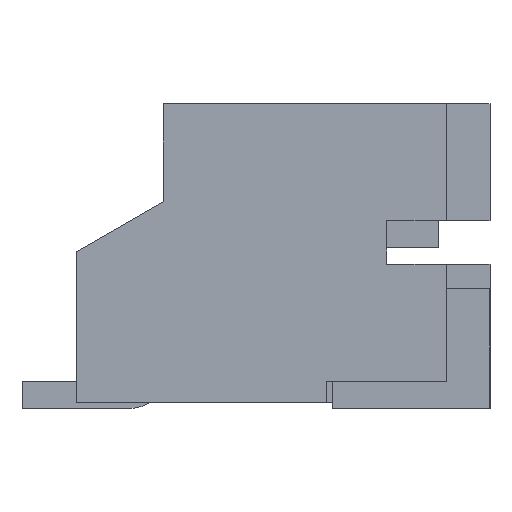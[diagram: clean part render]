
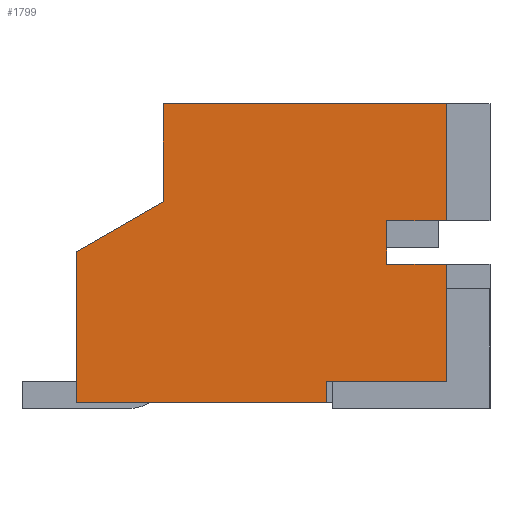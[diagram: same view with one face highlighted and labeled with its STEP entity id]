
A CAD part, left-side view. The second image highlights one B-rep face of the part: STEP entity #1799.
In plain terms, the highlighted planar face has unit normal (-1, 0, 0).
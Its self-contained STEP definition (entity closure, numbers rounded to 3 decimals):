
#491 = VERTEX_POINT('',#492);
#492 = CARTESIAN_POINT('',(-7.95,1.6,3.81));
#498 = EDGE_CURVE('',#499,#491,#501,.T.);
#499 = VERTEX_POINT('',#500);
#500 = CARTESIAN_POINT('',(-7.95,1.6,5.61));
#501 = LINE('',#502,#503);
#502 = CARTESIAN_POINT('',(-7.95,1.6,3.81));
#503 = VECTOR('',#504,1.);
#504 = DIRECTION('',(0.,0.,-1.));
#982 = VERTEX_POINT('',#983);
#983 = CARTESIAN_POINT('',(-7.95,3.2,2.886));
#989 = EDGE_CURVE('',#491,#982,#990,.T.);
#990 = LINE('',#991,#992);
#991 = CARTESIAN_POINT('',(-7.95,3.2,2.886));
#992 = VECTOR('',#993,1.);
#993 = DIRECTION('',(0.,0.866,-0.5));
#1229 = EDGE_CURVE('',#499,#1230,#1232,.T.);
#1230 = VERTEX_POINT('',#1231);
#1231 = CARTESIAN_POINT('',(-7.95,-3.6,5.61));
#1232 = LINE('',#1233,#1234);
#1233 = CARTESIAN_POINT('',(-7.95,-4.4,5.61));
#1234 = VECTOR('',#1235,1.);
#1235 = DIRECTION('',(0.,-1.,0.));
#1651 = VERTEX_POINT('',#1652);
#1652 = CARTESIAN_POINT('',(-7.95,-1.4,0.11));
#1658 = EDGE_CURVE('',#1659,#1651,#1661,.T.);
#1659 = VERTEX_POINT('',#1660);
#1660 = CARTESIAN_POINT('',(-7.95,3.2,0.11));
#1661 = LINE('',#1662,#1663);
#1662 = CARTESIAN_POINT('',(-7.95,-4.4,0.11));
#1663 = VECTOR('',#1664,1.);
#1664 = DIRECTION('',(0.,-1.,0.));
#1799 = ADVANCED_FACE('',(#1800),#1866,.F.);
#1800 = FACE_BOUND('',#1801,.T.);
#1801 = EDGE_LOOP('',(#1802,#1810,#1818,#1826,#1834,#1842,#1850,#1856,
    #1857,#1858,#1859,#1865));
#1802 = ORIENTED_EDGE('',*,*,#1803,.T.);
#1803 = EDGE_CURVE('',#1651,#1804,#1806,.T.);
#1804 = VERTEX_POINT('',#1805);
#1805 = CARTESIAN_POINT('',(-7.95,-1.4,0.51));
#1806 = LINE('',#1807,#1808);
#1807 = CARTESIAN_POINT('',(-7.95,-1.4,0.11));
#1808 = VECTOR('',#1809,1.);
#1809 = DIRECTION('',(0.,0.,1.));
#1810 = ORIENTED_EDGE('',*,*,#1811,.T.);
#1811 = EDGE_CURVE('',#1804,#1812,#1814,.T.);
#1812 = VERTEX_POINT('',#1813);
#1813 = CARTESIAN_POINT('',(-7.95,-3.6,0.51));
#1814 = LINE('',#1815,#1816);
#1815 = CARTESIAN_POINT('',(-7.95,-4.4,0.51));
#1816 = VECTOR('',#1817,1.);
#1817 = DIRECTION('',(0.,-1.,0.));
#1818 = ORIENTED_EDGE('',*,*,#1819,.T.);
#1819 = EDGE_CURVE('',#1812,#1820,#1822,.T.);
#1820 = VERTEX_POINT('',#1821);
#1821 = CARTESIAN_POINT('',(-7.95,-3.6,2.66));
#1822 = LINE('',#1823,#1824);
#1823 = CARTESIAN_POINT('',(-7.95,-3.6,0.11));
#1824 = VECTOR('',#1825,1.);
#1825 = DIRECTION('',(0.,0.,1.));
#1826 = ORIENTED_EDGE('',*,*,#1827,.T.);
#1827 = EDGE_CURVE('',#1820,#1828,#1830,.T.);
#1828 = VERTEX_POINT('',#1829);
#1829 = CARTESIAN_POINT('',(-7.95,-2.5,2.66));
#1830 = LINE('',#1831,#1832);
#1831 = CARTESIAN_POINT('',(-7.95,-4.4,2.66));
#1832 = VECTOR('',#1833,1.);
#1833 = DIRECTION('',(0.,1.,0.));
#1834 = ORIENTED_EDGE('',*,*,#1835,.T.);
#1835 = EDGE_CURVE('',#1828,#1836,#1838,.T.);
#1836 = VERTEX_POINT('',#1837);
#1837 = CARTESIAN_POINT('',(-7.95,-2.5,3.46));
#1838 = LINE('',#1839,#1840);
#1839 = CARTESIAN_POINT('',(-7.95,-2.5,2.66));
#1840 = VECTOR('',#1841,1.);
#1841 = DIRECTION('',(0.,0.,1.));
#1842 = ORIENTED_EDGE('',*,*,#1843,.T.);
#1843 = EDGE_CURVE('',#1836,#1844,#1846,.T.);
#1844 = VERTEX_POINT('',#1845);
#1845 = CARTESIAN_POINT('',(-7.95,-3.6,3.46));
#1846 = LINE('',#1847,#1848);
#1847 = CARTESIAN_POINT('',(-7.95,-4.4,3.46));
#1848 = VECTOR('',#1849,1.);
#1849 = DIRECTION('',(0.,-1.,0.));
#1850 = ORIENTED_EDGE('',*,*,#1851,.T.);
#1851 = EDGE_CURVE('',#1844,#1230,#1852,.T.);
#1852 = LINE('',#1853,#1854);
#1853 = CARTESIAN_POINT('',(-7.95,-3.6,0.11));
#1854 = VECTOR('',#1855,1.);
#1855 = DIRECTION('',(0.,0.,1.));
#1856 = ORIENTED_EDGE('',*,*,#1229,.F.);
#1857 = ORIENTED_EDGE('',*,*,#498,.T.);
#1858 = ORIENTED_EDGE('',*,*,#989,.T.);
#1859 = ORIENTED_EDGE('',*,*,#1860,.T.);
#1860 = EDGE_CURVE('',#982,#1659,#1861,.T.);
#1861 = LINE('',#1862,#1863);
#1862 = CARTESIAN_POINT('',(-7.95,3.2,5.61));
#1863 = VECTOR('',#1864,1.);
#1864 = DIRECTION('',(0.,0.,-1.));
#1865 = ORIENTED_EDGE('',*,*,#1658,.T.);
#1866 = PLANE('',#1867);
#1867 = AXIS2_PLACEMENT_3D('',#1868,#1869,#1870);
#1868 = CARTESIAN_POINT('',(-7.95,-4.4,5.61));
#1869 = DIRECTION('',(1.,0.,0.));
#1870 = DIRECTION('',(0.,1.,0.));
